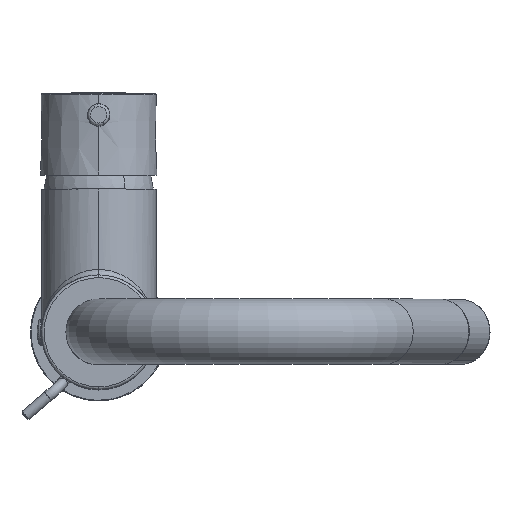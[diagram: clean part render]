
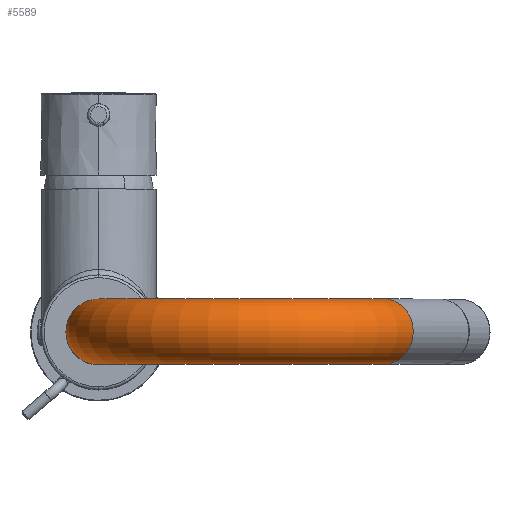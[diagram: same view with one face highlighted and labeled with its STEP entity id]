
A CAD part, top view. The second image highlights one B-rep face of the part: STEP entity #5589.
In plain terms, the highlighted toroidal (fillet/blend) face has major radius 55 mm and minor radius 12 mm.
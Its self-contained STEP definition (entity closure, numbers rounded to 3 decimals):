
#5510=CARTESIAN_POINT('Vertex',(0.,-12.,136.3)) ;
#5517=CARTESIAN_POINT('Vertex',(0.,12.,136.3)) ;
#5533=CARTESIAN_POINT('Axis2P3D Location',(0.,0.,136.3)) ;
#5546=CARTESIAN_POINT('Axis2P3D Location',(55.,0.,136.3)) ;
#5551=CARTESIAN_POINT('Axis2P3D Location',(55.,12.,136.3)) ;
#5555=CARTESIAN_POINT('Vertex',(104.434,12.,160.41)) ;
#5562=CARTESIAN_POINT('Vertex',(104.434,-12.,160.41)) ;
#5565=CARTESIAN_POINT('Axis2P3D Location',(55.,-12.,136.3)) ;
#5578=CARTESIAN_POINT('Axis2P3D Location',(104.434,0.,160.41)) ;
#5534=DIRECTION('Axis2P3D Direction',(-0.,0.,1.)) ;
#5547=DIRECTION('Axis2P3D Direction',(0.,-1.,0.)) ;
#5548=DIRECTION('Axis2P3D XDirection',(0.899,0.,0.438)) ;
#5552=DIRECTION('Axis2P3D Direction',(0.,-1.,0.)) ;
#5566=DIRECTION('Axis2P3D Direction',(0.,-1.,0.)) ;
#5579=DIRECTION('Axis2P3D Direction',(0.438,0.,-0.899)) ;
#5535=AXIS2_PLACEMENT_3D('Circle Axis2P3D',#5533,#5534,$) ;
#5549=AXIS2_PLACEMENT_3D('Torus Axis2P3D',#5546,#5547,#5548) ;
#5553=AXIS2_PLACEMENT_3D('Circle Axis2P3D',#5551,#5552,$) ;
#5567=AXIS2_PLACEMENT_3D('Circle Axis2P3D',#5565,#5566,$) ;
#5580=AXIS2_PLACEMENT_3D('Circle Axis2P3D',#5578,#5579,$) ;
#5536=CIRCLE('generated circle',#5535,12.) ;
#5554=CIRCLE('generated circle',#5553,55.) ;
#5568=CIRCLE('generated circle',#5567,55.) ;
#5581=CIRCLE('generated circle',#5580,12.) ;
#5550=TOROIDAL_SURFACE('homeo Torus',#5549,55.,12.) ;
#5537=EDGE_CURVE('',#5518,#5511,#5536,.T.) ;
#5557=EDGE_CURVE('',#5556,#5518,#5554,.T.) ;
#5569=EDGE_CURVE('',#5563,#5511,#5568,.T.) ;
#5582=EDGE_CURVE('',#5556,#5563,#5581,.T.) ;
#5584=ORIENTED_EDGE('',*,*,#5537,.T.) ;
#5585=ORIENTED_EDGE('',*,*,#5569,.F.) ;
#5586=ORIENTED_EDGE('',*,*,#5582,.F.) ;
#5587=ORIENTED_EDGE('',*,*,#5557,.T.) ;
#5583=EDGE_LOOP('',(#5584,#5585,#5586,#5587)) ;
#5511=VERTEX_POINT('',#5510) ;
#5518=VERTEX_POINT('',#5517) ;
#5556=VERTEX_POINT('',#5555) ;
#5563=VERTEX_POINT('',#5562) ;
#5589=ADVANCED_FACE('PartBody',(#5588),#5550,.T.) ;
#5588=FACE_OUTER_BOUND('',#5583,.T.) ;
